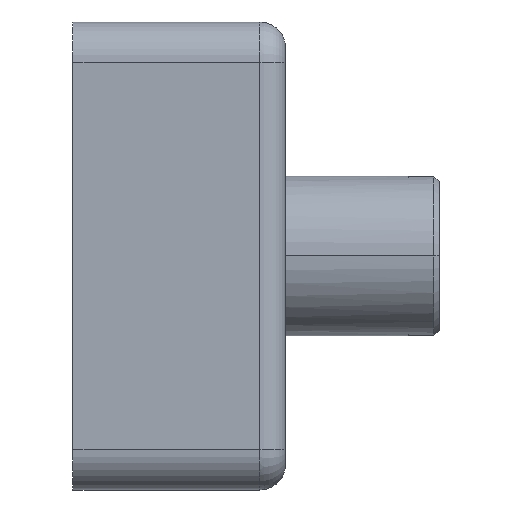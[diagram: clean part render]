
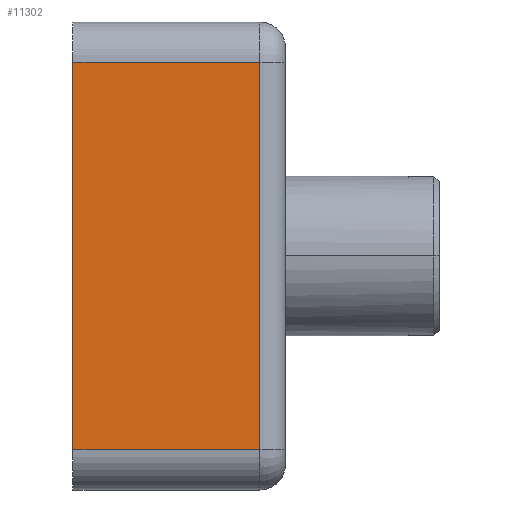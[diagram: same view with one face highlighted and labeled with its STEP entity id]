
A CAD part, left-side view. The second image highlights one B-rep face of the part: STEP entity #11302.
In plain terms, the highlighted planar face has unit normal (-1, 0, 0).
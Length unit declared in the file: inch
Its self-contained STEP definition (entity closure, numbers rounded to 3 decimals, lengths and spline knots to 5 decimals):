
#782 = DIRECTION ( 'NONE',  ( 0., 0., 1. ) ) ;
#808 = VECTOR ( 'NONE', #782, 39.37008 ) ;
#936 = ORIENTED_EDGE ( 'NONE', *, *, #14434, .F. ) ;
#1782 = LINE ( 'NONE', #4107, #808 ) ;
#2326 = EDGE_LOOP ( 'NONE', ( #6652, #2970, #936, #12764 ) ) ;
#2405 = EDGE_CURVE ( 'NONE', #5071, #11161, #9862, .T. ) ;
#2519 = CARTESIAN_POINT ( 'NONE',  ( -1.215, 0.2075, -0.378 ) ) ;
#2970 = ORIENTED_EDGE ( 'NONE', *, *, #3403, .T. ) ;
#3403 = EDGE_CURVE ( 'NONE', #11161, #5650, #1782, .T. ) ;
#3439 = CARTESIAN_POINT ( 'NONE',  ( -1.215, 0.2075, -0.378 ) ) ;
#3890 = DIRECTION ( 'NONE',  ( 0., 0., 1. ) ) ;
#4031 = CARTESIAN_POINT ( 'NONE',  ( -1.215, 0.2075, -0.378 ) ) ;
#4107 = CARTESIAN_POINT ( 'NONE',  ( -1.215, -0.1575, 0.378 ) ) ;
#5071 = VERTEX_POINT ( 'NONE', #2519 ) ;
#5209 = DIRECTION ( 'NONE',  ( 0., -1., 0. ) ) ;
#5534 = AXIS2_PLACEMENT_3D ( 'NONE', #3439, #9270, #15242 ) ;
#5650 = VERTEX_POINT ( 'NONE', #12385 ) ;
#6364 = CARTESIAN_POINT ( 'NONE',  ( -1.215, 0.2075, -0.378 ) ) ;
#6431 = CARTESIAN_POINT ( 'NONE',  ( -1.215, 0.2075, 0.378 ) ) ;
#6652 = ORIENTED_EDGE ( 'NONE', *, *, #2405, .T. ) ;
#7751 = LINE ( 'NONE', #4031, #8544 ) ;
#8327 = PLANE ( 'NONE',  #5534 ) ;
#8544 = VECTOR ( 'NONE', #3890, 39.37008 ) ;
#8845 = LINE ( 'NONE', #6431, #13029 ) ;
#9270 = DIRECTION ( 'NONE',  ( 1., 0., 0. ) ) ;
#9862 = LINE ( 'NONE', #6364, #15123 ) ;
#11161 = VERTEX_POINT ( 'NONE', #12530 ) ;
#11302 = ADVANCED_FACE ( 'NONE', ( #15150 ), #8327, .F. ) ;
#11485 = CARTESIAN_POINT ( 'NONE',  ( -1.215, 0.2075, 0.378 ) ) ;
#11911 = EDGE_CURVE ( 'NONE', #5071, #13811, #7751, .T. ) ;
#12385 = CARTESIAN_POINT ( 'NONE',  ( -1.215, -0.1575, 0.378 ) ) ;
#12530 = CARTESIAN_POINT ( 'NONE',  ( -1.215, -0.1575, -0.378 ) ) ;
#12764 = ORIENTED_EDGE ( 'NONE', *, *, #11911, .F. ) ;
#13029 = VECTOR ( 'NONE', #13729, 39.37008 ) ;
#13729 = DIRECTION ( 'NONE',  ( 0., -1., 0. ) ) ;
#13811 = VERTEX_POINT ( 'NONE', #11485 ) ;
#14434 = EDGE_CURVE ( 'NONE', #13811, #5650, #8845, .T. ) ;
#15123 = VECTOR ( 'NONE', #5209, 39.37008 ) ;
#15150 = FACE_OUTER_BOUND ( 'NONE', #2326, .T. ) ;
#15242 = DIRECTION ( 'NONE',  ( 0., 0., -1. ) ) ;
